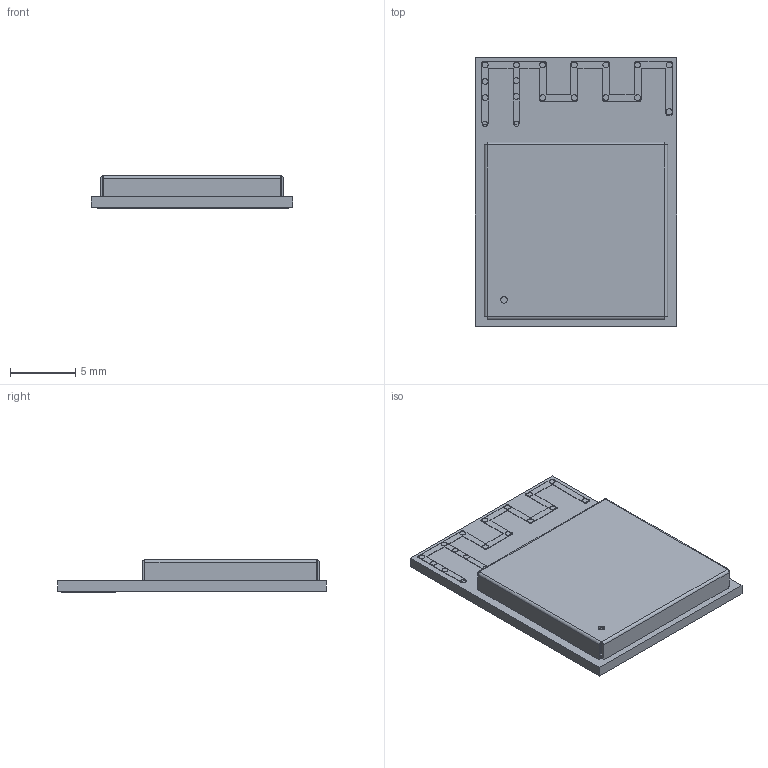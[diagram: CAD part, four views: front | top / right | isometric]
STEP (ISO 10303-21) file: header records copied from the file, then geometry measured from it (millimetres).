
FILE_DESCRIPTION (( 'STEP AP214' ), '1' );
FILE_NAME ('ESP32-S2-MINI-2_V1-3D-20240307.STEP', '2024-03-07T12:15:22', ( 'Windows User' ), ( 'P R C' ), 'SwSTEP 2.0', 'SolidWorks 2022', '' );
FILE_SCHEMA (( 'AUTOMOTIVE_DESIGN' ));
Length unit declared in the file: millimetre
Products named in the file (29): Submodel-D__3D_design_ESP32-S2_module_module_ESP32-S2-MINI-2_PCB_ESP32-S2-MINI-2_V1.0_20240305_PCB_3D_ImportedPartModels_ESP32-S2_20210301.STEP; Submodel-D__3D_design_ESP32-S2_module_module_ESP32-S2-MINI-2_PCB_ESP32-S2-MINI-2_V1.0_20240305_PCB_3D_ImportedPartModels_R0201_20210301.STEP; Submodel-D__3D_design_ESP32-S2_module_module_ESP32-S2-MINI-2_PCB_ESP32-S2-MINI-2_V1.0_20240305_PCB_3D_ImportedPartModels_DFN1006.STEP; Submodel-D__3D_design_ESP32-S2_module_module_ESP32-S2-MINI-2_PCB_ESP32-S2-MINI-2_V1.0_20240305_PCB_3D_ImportedPartModels_L0201_20210301.STEP; Submodel-L0201_part_L0201; DesignRootModel; Submodel-D__3D_design_ESP32-S2_module_module_ESP32-S2-MINI-2_PCB_ESP32-S2-MINI-2_V1.0_20240305_PCB_3D_ImportedPartModels_XTAL3225_20210301.STEP; ESP32-S2_20210301.xtd; uid__9223372036865042093; L0201_20210301.xtd; C0402_20210301.xtd; Submodel-XTAL3225_part_XTAL3225; DFN1006.xtd; Submodel-R0201_part_R0201; Submodel-QFN56_0P4_7B_part_QFN56_0P4_7B; R0201_20210301.xtd; Imported; Submodel-D__3D_design_ESP32-S2_module_module_ESP32-S2-MINI-2_PCB_ESP32-S2-MINI-2_V1.0_20240305_PCB_3D_ImportedPartModels_C0402_20210301.STEP; Submodel-SOD882_part_SOD882; ESP32-S2-MINI-2_V1-3D-20240307; Submodel-D__3D_design_ESP32-S2_module_module_ESP32-S2-MINI-2_PCB_ESP32-S2-MINI-2_V1.0_20240305_PCB_3D_ImportedPartModels_C0201_20210301.STEP; Submodel-C0201_part_C0201; C0201_20210301.xtd; MINI-ANT-TYPE-S-H_b; MINI-ANT-TYPE-S-H_t; ESP32-S3-S2-MINI-solder_pad; Submodel-C0402_part_C0402; ShieldBox_ESP32-S2-MINI-1_V1.0_20200714; XTAL3225_20210301.xtd
Assembly tree (44 placements, depth 5):
  ESP32-S2-MINI-2_V1-3D-20240307
    DesignRootModel
      uid__9223372036865042093
      Submodel-R0201_part_R0201  x2
        Submodel-D__3D_design_ESP32-S2_module_module_ESP32-S2-MINI-2_PCB_ESP32-S2-MINI-2_V1.0_20240305_PCB_3D_ImportedPartModels_R0201_20210301.STEP
          R0201_20210301.xtd
      Submodel-XTAL3225_part_XTAL3225
        Submodel-D__3D_design_ESP32-S2_module_module_ESP32-S2-MINI-2_PCB_ESP32-S2-MINI-2_V1.0_20240305_PCB_3D_ImportedPartModels_XTAL3225_20210301.STEP
          XTAL3225_20210301.xtd
      Submodel-L0201_part_L0201  x2
        Submodel-D__3D_design_ESP32-S2_module_module_ESP32-S2-MINI-2_PCB_ESP32-S2-MINI-2_V1.0_20240305_PCB_3D_ImportedPartModels_L0201_20210301.STEP
          L0201_20210301.xtd
      Submodel-C0201_part_C0201  x15
        Submodel-D__3D_design_ESP32-S2_module_module_ESP32-S2-MINI-2_PCB_ESP32-S2-MINI-2_V1.0_20240305_PCB_3D_ImportedPartModels_C0201_20210301.STEP
          C0201_20210301.xtd
      Submodel-QFN56_0P4_7B_part_QFN56_0P4_7B
        Submodel-D__3D_design_ESP32-S2_module_module_ESP32-S2-MINI-2_PCB_ESP32-S2-MINI-2_V1.0_20240305_PCB_3D_ImportedPartModels_ESP32-S2_20210301.STEP
          ESP32-S2_20210301.xtd
      Submodel-SOD882_part_SOD882
        Submodel-D__3D_design_ESP32-S2_module_module_ESP32-S2-MINI-2_PCB_ESP32-S2-MINI-2_V1.0_20240305_PCB_3D_ImportedPartModels_DFN1006.STEP
          DFN1006.xtd
      Submodel-C0402_part_C0402
        Submodel-D__3D_design_ESP32-S2_module_module_ESP32-S2-MINI-2_PCB_ESP32-S2-MINI-2_V1.0_20240305_PCB_3D_ImportedPartModels_C0402_20210301.STEP
          C0402_20210301.xtd
    Imported
    MINI-ANT-TYPE-S-H_t
    MINI-ANT-TYPE-S-H_b
    ESP32-S3-S2-MINI-solder_pad
    ShieldBox_ESP32-S2-MINI-1_V1.0_20200714
Bounding box: 15.4 x 20.5 x 2.47 mm (x, y, z)
Volume: 341.9 mm3; surface area: 1668.5 mm2
Topology: 254 solids, 255 shells, 2998 faces, 6972 edges, 4400 vertices
Faces by surface type: plane 2139, cylinder 659, bspline 200
Entity records: 91253 total; most frequent: CARTESIAN_POINT 16671, ORIENTED_EDGE 10608, DIRECTION 9785, EDGE_CURVE 5304, LINE 4249, VECTOR 4249, VERTEX_POINT 3504, AXIS2_PLACEMENT_3D 2768
